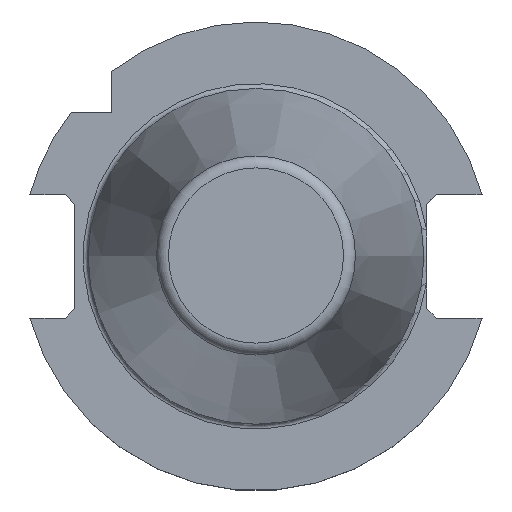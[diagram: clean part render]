
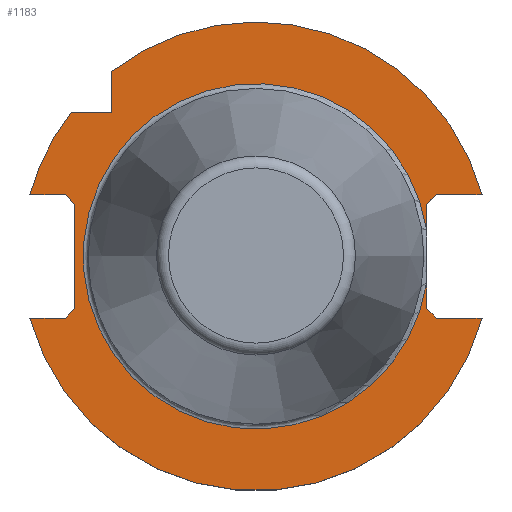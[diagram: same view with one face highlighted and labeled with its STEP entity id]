
A CAD part, top view. The second image highlights one B-rep face of the part: STEP entity #1183.
In plain terms, the highlighted planar face has unit normal (0, 0, 1).
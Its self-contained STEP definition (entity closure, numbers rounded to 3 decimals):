
#94=LINE('',#2077,#179);
#97=LINE('',#2083,#182);
#100=LINE('',#2089,#185);
#103=LINE('',#2095,#188);
#106=LINE('',#2100,#191);
#110=LINE('',#2110,#195);
#113=LINE('',#2116,#198);
#116=LINE('',#2122,#201);
#117=LINE('',#2123,#202);
#120=LINE('',#2129,#205);
#123=LINE('',#2134,#208);
#128=LINE('',#2145,#213);
#130=LINE('',#2148,#215);
#179=VECTOR('',#1559,1000.);
#182=VECTOR('',#1564,1000.);
#185=VECTOR('',#1569,1000.);
#188=VECTOR('',#1574,1000.);
#191=VECTOR('',#1579,1000.);
#195=VECTOR('',#1589,1000.);
#198=VECTOR('',#1594,1000.);
#201=VECTOR('',#1599,1000.);
#202=VECTOR('',#1600,1000.);
#205=VECTOR('',#1605,1000.);
#208=VECTOR('',#1610,1000.);
#213=VECTOR('',#1621,1000.);
#215=VECTOR('',#1625,1000.);
#543=ORIENTED_EDGE('',*,*,#733,.F.);
#544=ORIENTED_EDGE('',*,*,#690,.F.);
#545=ORIENTED_EDGE('',*,*,#695,.T.);
#546=ORIENTED_EDGE('',*,*,#698,.T.);
#547=ORIENTED_EDGE('',*,*,#701,.T.);
#548=ORIENTED_EDGE('',*,*,#704,.T.);
#549=ORIENTED_EDGE('',*,*,#707,.T.);
#550=ORIENTED_EDGE('',*,*,#686,.F.);
#551=ORIENTED_EDGE('',*,*,#712,.T.);
#552=ORIENTED_EDGE('',*,*,#715,.T.);
#553=ORIENTED_EDGE('',*,*,#719,.T.);
#554=ORIENTED_EDGE('',*,*,#684,.T.);
#555=ORIENTED_EDGE('',*,*,#718,.T.);
#556=ORIENTED_EDGE('',*,*,#722,.T.);
#557=ORIENTED_EDGE('',*,*,#725,.T.);
#558=ORIENTED_EDGE('',*,*,#681,.F.);
#559=ORIENTED_EDGE('',*,*,#731,.F.);
#681=EDGE_CURVE('',#817,#818,#898,.T.);
#684=EDGE_CURVE('',#820,#819,#899,.F.);
#686=EDGE_CURVE('',#821,#822,#900,.T.);
#690=EDGE_CURVE('',#824,#823,#901,.T.);
#695=EDGE_CURVE('',#824,#828,#94,.T.);
#698=EDGE_CURVE('',#828,#830,#97,.T.);
#701=EDGE_CURVE('',#830,#832,#100,.T.);
#704=EDGE_CURVE('',#832,#834,#103,.T.);
#707=EDGE_CURVE('',#834,#822,#106,.T.);
#712=EDGE_CURVE('',#821,#838,#110,.T.);
#715=EDGE_CURVE('',#838,#840,#113,.T.);
#718=EDGE_CURVE('',#819,#842,#116,.T.);
#719=EDGE_CURVE('',#840,#820,#117,.T.);
#722=EDGE_CURVE('',#842,#844,#120,.T.);
#725=EDGE_CURVE('',#844,#818,#123,.T.);
#731=EDGE_CURVE('',#848,#817,#128,.T.);
#733=EDGE_CURVE('',#823,#848,#130,.T.);
#817=VERTEX_POINT('',#2042);
#818=VERTEX_POINT('',#2044);
#819=VERTEX_POINT('',#2052);
#820=VERTEX_POINT('',#2053);
#821=VERTEX_POINT('',#2057);
#822=VERTEX_POINT('',#2059);
#823=VERTEX_POINT('',#2063);
#824=VERTEX_POINT('',#2065);
#828=VERTEX_POINT('',#2076);
#830=VERTEX_POINT('',#2082);
#832=VERTEX_POINT('',#2088);
#834=VERTEX_POINT('',#2094);
#838=VERTEX_POINT('',#2109);
#840=VERTEX_POINT('',#2115);
#842=VERTEX_POINT('',#2121);
#844=VERTEX_POINT('',#2128);
#848=VERTEX_POINT('',#2144);
#898=CIRCLE('',#1286,48.75);
#899=CIRCLE('',#1288,35.925);
#900=CIRCLE('',#1290,48.75);
#901=CIRCLE('',#1292,48.75);
#983=EDGE_LOOP('',(#543,#544,#545,#546,#547,#548,#549,#550,#551,#552,#553,
#554,#555,#556,#557,#558,#559));
#1072=FACE_BOUND('',#983,.T.);
#1120=PLANE('',#1312);
#1183=ADVANCED_FACE('',(#1072),#1120,.T.);
#1286=AXIS2_PLACEMENT_3D('',#2043,#1531,#1532);
#1288=AXIS2_PLACEMENT_3D('',#2054,#1536,#1537);
#1290=AXIS2_PLACEMENT_3D('',#2058,#1541,#1542);
#1292=AXIS2_PLACEMENT_3D('',#2066,#1548,#1549);
#1312=AXIS2_PLACEMENT_3D('',#2150,#1628,#1629);
#1531=DIRECTION('',(0.,0.,-1.));
#1532=DIRECTION('',(-1.,0.,0.));
#1536=DIRECTION('',(0.,0.,1.));
#1537=DIRECTION('',(1.,0.,0.));
#1541=DIRECTION('',(0.,0.,-1.));
#1542=DIRECTION('',(-1.,0.,0.));
#1548=DIRECTION('',(0.,0.,-1.));
#1549=DIRECTION('',(-1.,0.,0.));
#1559=DIRECTION('',(1.,0.,0.));
#1564=DIRECTION('',(0.707,-0.707,0.));
#1569=DIRECTION('',(0.,-1.,0.));
#1574=DIRECTION('',(-0.707,-0.707,0.));
#1579=DIRECTION('',(-1.,0.,0.));
#1589=DIRECTION('',(-1.,0.,0.));
#1594=DIRECTION('',(-0.707,0.707,0.));
#1599=DIRECTION('',(0.,1.,0.));
#1600=DIRECTION('',(0.,1.,0.));
#1605=DIRECTION('',(0.707,0.707,0.));
#1610=DIRECTION('',(1.,0.,0.));
#1621=DIRECTION('',(0.,1.,0.));
#1625=DIRECTION('',(1.,0.,0.));
#1628=DIRECTION('',(0.,0.,1.));
#1629=DIRECTION('',(1.,0.,0.));
#2042=CARTESIAN_POINT('',(-30.,38.426,-3.2));
#2043=CARTESIAN_POINT('',(0.,0.,-3.2));
#2044=CARTESIAN_POINT('',(47.026,12.85,-3.2));
#2052=CARTESIAN_POINT('',(35.5,5.51,-3.2));
#2053=CARTESIAN_POINT('',(35.5,-5.51,-3.2));
#2054=CARTESIAN_POINT('',(0.,0.,-3.2));
#2057=CARTESIAN_POINT('',(47.026,-12.85,-3.2));
#2058=CARTESIAN_POINT('',(0.,0.,-3.2));
#2059=CARTESIAN_POINT('',(-47.026,-12.85,-3.2));
#2063=CARTESIAN_POINT('',(-38.426,30.,-3.2));
#2065=CARTESIAN_POINT('',(-47.026,12.85,-3.2));
#2066=CARTESIAN_POINT('',(0.,0.,-3.2));
#2076=CARTESIAN_POINT('',(-39.7,12.85,-3.2));
#2077=CARTESIAN_POINT('',(-34.925,12.85,-3.2));
#2082=CARTESIAN_POINT('',(-37.7,10.85,-3.2));
#2083=CARTESIAN_POINT('',(-30.888,4.038,-3.2));
#2088=CARTESIAN_POINT('',(-37.7,-10.85,-3.2));
#2089=CARTESIAN_POINT('',(-37.7,0.,-3.2));
#2094=CARTESIAN_POINT('',(-39.7,-12.85,-3.2));
#2095=CARTESIAN_POINT('',(-30.888,-4.038,-3.2));
#2100=CARTESIAN_POINT('',(-34.925,-12.85,-3.2));
#2109=CARTESIAN_POINT('',(37.5,-12.85,-3.2));
#2110=CARTESIAN_POINT('',(-34.925,-12.85,-3.2));
#2115=CARTESIAN_POINT('',(35.5,-10.85,-3.2));
#2116=CARTESIAN_POINT('',(-5.138,29.787,-3.2));
#2121=CARTESIAN_POINT('',(35.5,10.85,-3.2));
#2122=CARTESIAN_POINT('',(35.5,0.,-3.2));
#2123=CARTESIAN_POINT('',(35.5,0.,-3.2));
#2128=CARTESIAN_POINT('',(37.5,12.85,-3.2));
#2129=CARTESIAN_POINT('',(-5.138,-29.787,-3.2));
#2134=CARTESIAN_POINT('',(-34.925,12.85,-3.2));
#2144=CARTESIAN_POINT('',(-30.,30.,-3.2));
#2145=CARTESIAN_POINT('',(-30.,0.,-3.2));
#2148=CARTESIAN_POINT('',(-34.925,30.,-3.2));
#2150=CARTESIAN_POINT('',(-34.925,0.,-3.2));
